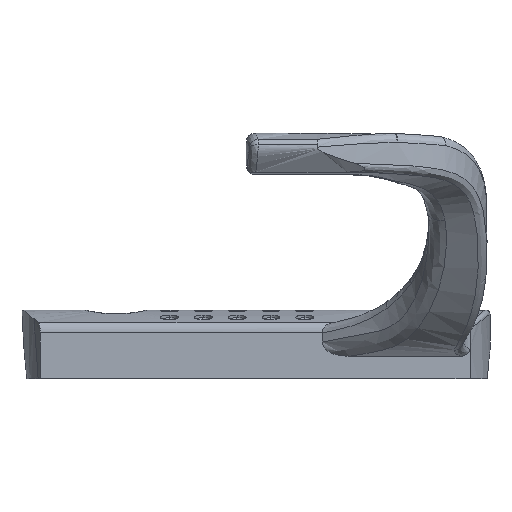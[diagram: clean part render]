
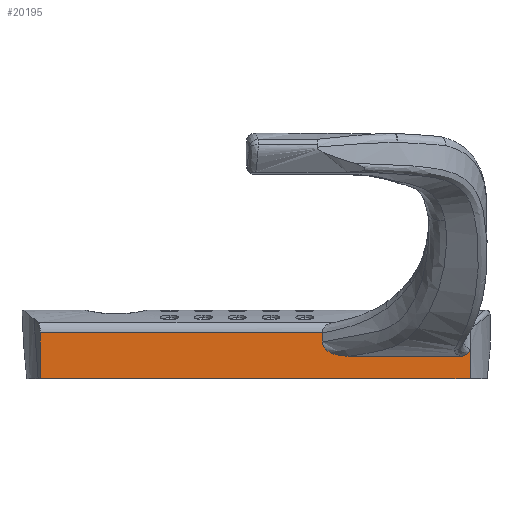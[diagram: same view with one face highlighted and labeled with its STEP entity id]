
A CAD part, left-side view. The second image highlights one B-rep face of the part: STEP entity #20195.
In plain terms, the highlighted planar face has unit normal (-1, 0, 0).
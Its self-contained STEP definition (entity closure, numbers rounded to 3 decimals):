
#51 = CARTESIAN_POINT ( 'NONE',  ( -8.125, 17.046, 2.636 ) ) ;
#325 = CARTESIAN_POINT ( 'NONE',  ( -8.125, 2.243, 3.378 ) ) ;
#361 = DIRECTION ( 'NONE',  ( 0., 0., -1. ) ) ;
#481 = VECTOR ( 'NONE', #5988, 1000. ) ;
#678 = ORIENTED_EDGE ( 'NONE', *, *, #10598, .F. ) ;
#693 = LINE ( 'NONE', #2590, #16775 ) ;
#1028 = ORIENTED_EDGE ( 'NONE', *, *, #23103, .F. ) ;
#1174 = DIRECTION ( 'NONE',  ( 0., 0., -1. ) ) ;
#1274 = EDGE_CURVE ( 'NONE', #4097, #13658, #13822, .T. ) ;
#1985 = CARTESIAN_POINT ( 'NONE',  ( -8.125, 50.516, 5.16 ) ) ;
#2378 = VERTEX_POINT ( 'NONE', #21273 ) ;
#2590 = CARTESIAN_POINT ( 'NONE',  ( -8.125, 18.824, 60. ) ) ;
#2844 = CARTESIAN_POINT ( 'NONE',  ( -8.125, 18.824, 5.16 ) ) ;
#3043 = CARTESIAN_POINT ( 'NONE',  ( -8.125, 2.487, 2.811 ) ) ;
#3345 = EDGE_CURVE ( 'NONE', #15530, #5652, #4723, .T. ) ;
#3609 = CARTESIAN_POINT ( 'NONE',  ( -8.125, 18.824, 4.128 ) ) ;
#3810 = LINE ( 'NONE', #5687, #19396 ) ;
#3894 = VECTOR ( 'NONE', #1174, 1000. ) ;
#4097 = VERTEX_POINT ( 'NONE', #6228 ) ;
#4385 = CARTESIAN_POINT ( 'NONE',  ( -8.125, 18.824, 5.155 ) ) ;
#4723 = B_SPLINE_CURVE_WITH_KNOTS ( 'NONE', 3,
 ( #19002, #4385, #11609, #2844 ),
 .UNSPECIFIED., .F., .F.,
 ( 4, 4 ),
 ( 0., 0. ),
 .UNSPECIFIED. ) ;
#4728 = CARTESIAN_POINT ( 'NONE',  ( -8.125, 50.516, 60. ) ) ;
#5374 = CARTESIAN_POINT ( 'NONE',  ( -8.125, 17.934, 2.932 ) ) ;
#5652 = VERTEX_POINT ( 'NONE', #18015 ) ;
#5687 = CARTESIAN_POINT ( 'NONE',  ( -8.125, 2.243, 60. ) ) ;
#5988 = DIRECTION ( 'NONE',  ( 0., 1., 0. ) ) ;
#6158 = ORIENTED_EDGE ( 'NONE', *, *, #1274, .T. ) ;
#6228 = CARTESIAN_POINT ( 'NONE',  ( -8.125, 50.516, 5.16 ) ) ;
#6699 = VERTEX_POINT ( 'NONE', #22584 ) ;
#6834 = EDGE_LOOP ( 'NONE', ( #15035, #16260, #6158, #11650, #1028, #22206, #678, #12240, #16913 ) ) ;
#7231 = EDGE_CURVE ( 'NONE', #5652, #4097, #16526, .T. ) ;
#7456 = B_SPLINE_CURVE_WITH_KNOTS ( 'NONE', 3,
 ( #9400, #21990, #16133, #51, #10955, #5374, #12594, #23301, #16600, #19764, #21876, #3609 ),
 .UNSPECIFIED., .F., .F.,
 ( 4, 2, 2, 2, 2, 4 ),
 ( 0., 0.001, 0.002, 0.003, 0.003, 0.004 ),
 .UNSPECIFIED. ) ;
#7596 = VERTEX_POINT ( 'NONE', #23146 ) ;
#7904 = CARTESIAN_POINT ( 'NONE',  ( -8.125, 3.052, 2.539 ) ) ;
#7967 = EDGE_CURVE ( 'NONE', #13267, #7596, #9990, .T. ) ;
#8716 = EDGE_CURVE ( 'NONE', #15674, #6699, #7456, .T. ) ;
#9336 = CARTESIAN_POINT ( 'NONE',  ( -8.125, 2.243, 3.378 ) ) ;
#9400 = CARTESIAN_POINT ( 'NONE',  ( -8.125, 15.813, 2.522 ) ) ;
#9788 = LINE ( 'NONE', #13547, #14692 ) ;
#9906 = CARTESIAN_POINT ( 'NONE',  ( -8.125, 2.276, 3.125 ) ) ;
#9990 = B_SPLINE_CURVE_WITH_KNOTS ( 'NONE', 3,
 ( #325, #20721, #9906, #22496, #3043, #13553, #17221, #7904, #15328, #15214 ),
 .UNSPECIFIED., .F., .F.,
 ( 4, 2, 2, 2, 4 ),
 ( 0., 0., 0.001, 0.001, 0.002 ),
 .UNSPECIFIED. ) ;
#10286 = DIRECTION ( 'NONE',  ( 0., 0., 1. ) ) ;
#10598 = EDGE_CURVE ( 'NONE', #15674, #7596, #9788, .T. ) ;
#10955 = CARTESIAN_POINT ( 'NONE',  ( -8.125, 17.351, 2.709 ) ) ;
#11609 = CARTESIAN_POINT ( 'NONE',  ( -8.125, 18.824, 5.158 ) ) ;
#11650 = ORIENTED_EDGE ( 'NONE', *, *, #19502, .F. ) ;
#11822 = PLANE ( 'NONE',  #13720 ) ;
#12240 = ORIENTED_EDGE ( 'NONE', *, *, #8716, .T. ) ;
#12594 = CARTESIAN_POINT ( 'NONE',  ( -8.125, 18.214, 3.082 ) ) ;
#12636 = VECTOR ( 'NONE', #20743, 1000. ) ;
#12773 = DIRECTION ( 'NONE',  ( 0., -1., 0. ) ) ;
#13226 = DIRECTION ( 'NONE',  ( 0., 0., -1. ) ) ;
#13267 = VERTEX_POINT ( 'NONE', #9336 ) ;
#13547 = CARTESIAN_POINT ( 'NONE',  ( -8.125, 100., 2.522 ) ) ;
#13553 = CARTESIAN_POINT ( 'NONE',  ( -8.125, 2.694, 2.663 ) ) ;
#13658 = VERTEX_POINT ( 'NONE', #18700 ) ;
#13720 = AXIS2_PLACEMENT_3D ( 'NONE', #15710, #20747, #10286 ) ;
#13822 = LINE ( 'NONE', #4728, #3894 ) ;
#14435 = CARTESIAN_POINT ( 'NONE',  ( -8.125, 15.813, 2.522 ) ) ;
#14692 = VECTOR ( 'NONE', #12773, 1000. ) ;
#15035 = ORIENTED_EDGE ( 'NONE', *, *, #3345, .T. ) ;
#15214 = CARTESIAN_POINT ( 'NONE',  ( -8.125, 3.304, 2.522 ) ) ;
#15328 = CARTESIAN_POINT ( 'NONE',  ( -8.125, 3.177, 2.522 ) ) ;
#15530 = VERTEX_POINT ( 'NONE', #16480 ) ;
#15674 = VERTEX_POINT ( 'NONE', #14435 ) ;
#15710 = CARTESIAN_POINT ( 'NONE',  ( -8.125, 2.243, 60. ) ) ;
#16133 = CARTESIAN_POINT ( 'NONE',  ( -8.125, 16.434, 2.543 ) ) ;
#16260 = ORIENTED_EDGE ( 'NONE', *, *, #7231, .T. ) ;
#16480 = CARTESIAN_POINT ( 'NONE',  ( -8.125, 18.824, 5.153 ) ) ;
#16526 = LINE ( 'NONE', #1985, #481 ) ;
#16600 = CARTESIAN_POINT ( 'NONE',  ( -8.125, 18.65, 3.533 ) ) ;
#16775 = VECTOR ( 'NONE', #13226, 1000. ) ;
#16913 = ORIENTED_EDGE ( 'NONE', *, *, #18052, .F. ) ;
#17221 = CARTESIAN_POINT ( 'NONE',  ( -8.125, 2.808, 2.611 ) ) ;
#17600 = FACE_OUTER_BOUND ( 'NONE', #6834, .T. ) ;
#18015 = CARTESIAN_POINT ( 'NONE',  ( -8.125, 18.824, 5.16 ) ) ;
#18052 = EDGE_CURVE ( 'NONE', #15530, #6699, #693, .T. ) ;
#18700 = CARTESIAN_POINT ( 'NONE',  ( -8.125, 50.516, 0. ) ) ;
#18989 = CARTESIAN_POINT ( 'NONE',  ( -8.125, 18.824, 0. ) ) ;
#19002 = CARTESIAN_POINT ( 'NONE',  ( -8.125, 18.824, 5.153 ) ) ;
#19396 = VECTOR ( 'NONE', #361, 1000. ) ;
#19502 = EDGE_CURVE ( 'NONE', #2378, #13658, #21310, .T. ) ;
#19764 = CARTESIAN_POINT ( 'NONE',  ( -8.125, 18.787, 3.817 ) ) ;
#20195 = ADVANCED_FACE ( 'NONE', ( #17600 ), #11822, .T. ) ;
#20721 = CARTESIAN_POINT ( 'NONE',  ( -8.125, 2.243, 3.25 ) ) ;
#20743 = DIRECTION ( 'NONE',  ( 0., 1., 0. ) ) ;
#20747 = DIRECTION ( 'NONE',  ( -1., 0., 0. ) ) ;
#21273 = CARTESIAN_POINT ( 'NONE',  ( -8.125, 2.243, 0. ) ) ;
#21310 = LINE ( 'NONE', #18989, #12636 ) ;
#21876 = CARTESIAN_POINT ( 'NONE',  ( -8.125, 18.824, 3.97 ) ) ;
#21990 = CARTESIAN_POINT ( 'NONE',  ( -8.125, 16.125, 2.522 ) ) ;
#22206 = ORIENTED_EDGE ( 'NONE', *, *, #7967, .T. ) ;
#22496 = CARTESIAN_POINT ( 'NONE',  ( -8.125, 2.398, 2.905 ) ) ;
#22584 = CARTESIAN_POINT ( 'NONE',  ( -8.125, 18.824, 4.128 ) ) ;
#23103 = EDGE_CURVE ( 'NONE', #13267, #2378, #3810, .T. ) ;
#23146 = CARTESIAN_POINT ( 'NONE',  ( -8.125, 3.304, 2.522 ) ) ;
#23301 = CARTESIAN_POINT ( 'NONE',  ( -8.125, 18.553, 3.408 ) ) ;
